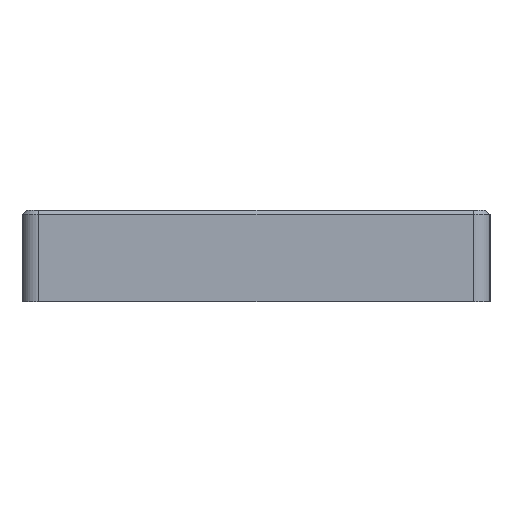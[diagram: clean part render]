
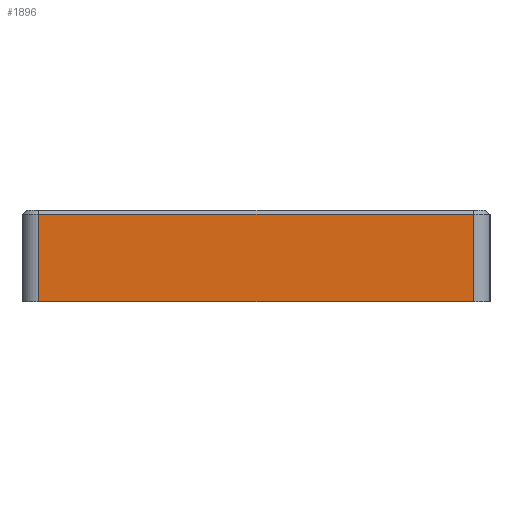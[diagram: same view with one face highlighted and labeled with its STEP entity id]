
A CAD part, left-side view. The second image highlights one B-rep face of the part: STEP entity #1896.
In plain terms, the highlighted planar face has unit normal (-1, 0, 0).
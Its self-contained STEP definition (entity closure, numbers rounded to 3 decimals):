
#104=FACE_OUTER_BOUND('',#202,.T.);
#202=EDGE_LOOP('',(#1505,#1506,#1507,#1508));
#379=LINE('',#2861,#633);
#384=LINE('',#2876,#638);
#386=LINE('',#2882,#640);
#387=LINE('',#2883,#641);
#633=VECTOR('',#2336,10.);
#638=VECTOR('',#2351,10.);
#640=VECTOR('',#2357,10.);
#641=VECTOR('',#2358,10.);
#847=VERTEX_POINT('',#2851);
#849=VERTEX_POINT('',#2857);
#855=VERTEX_POINT('',#2875);
#857=VERTEX_POINT('',#2881);
#1079=EDGE_CURVE('',#847,#849,#379,.T.);
#1086=EDGE_CURVE('',#849,#855,#384,.T.);
#1089=EDGE_CURVE('',#847,#857,#386,.T.);
#1090=EDGE_CURVE('',#855,#857,#387,.T.);
#1505=ORIENTED_EDGE('',*,*,#1079,.F.);
#1506=ORIENTED_EDGE('',*,*,#1089,.T.);
#1507=ORIENTED_EDGE('',*,*,#1090,.F.);
#1508=ORIENTED_EDGE('',*,*,#1086,.F.);
#1801=PLANE('',#2024);
#1896=ADVANCED_FACE('',(#104),#1801,.T.);
#2024=AXIS2_PLACEMENT_3D('',#2880,#2355,#2356);
#2336=DIRECTION('',(0.,-1.,0.));
#2351=DIRECTION('',(0.,0.,-1.));
#2355=DIRECTION('center_axis',(-1.,0.,0.));
#2356=DIRECTION('ref_axis',(0.,1.,0.));
#2357=DIRECTION('',(0.,0.,-1.));
#2358=DIRECTION('',(0.,1.,0.));
#2851=CARTESIAN_POINT('',(9.29,-112.944,1.));
#2857=CARTESIAN_POINT('',(9.29,-217.195,1.));
#2861=CARTESIAN_POINT('',(9.29,-191.132,1.));
#2875=CARTESIAN_POINT('',(9.29,-217.195,-20.));
#2876=CARTESIAN_POINT('',(9.29,-217.195,0.));
#2880=CARTESIAN_POINT('Origin',(9.29,-217.195,0.));
#2881=CARTESIAN_POINT('',(9.29,-112.944,-20.));
#2882=CARTESIAN_POINT('',(9.29,-112.944,0.));
#2883=CARTESIAN_POINT('',(9.29,-112.944,-20.));
